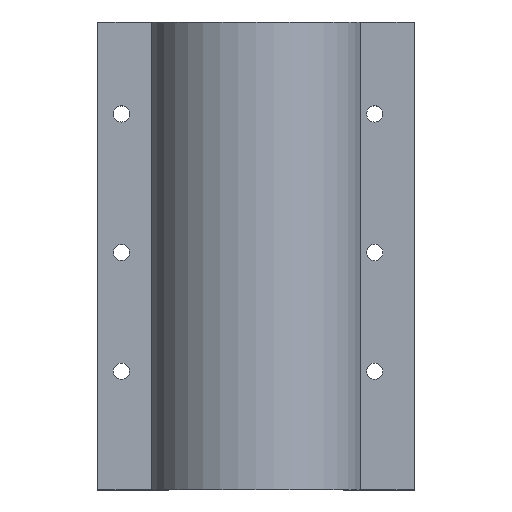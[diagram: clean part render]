
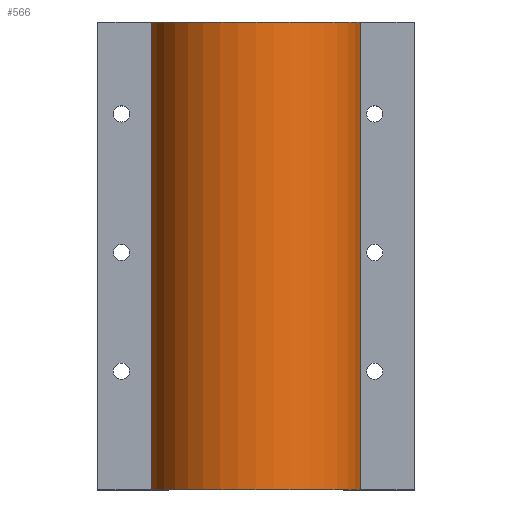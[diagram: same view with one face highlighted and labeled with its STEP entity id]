
A CAD part, top view. The second image highlights one B-rep face of the part: STEP entity #566.
In plain terms, the highlighted cylindrical face has radius 26.8 mm (diameter 53.6 mm), a partial arc.
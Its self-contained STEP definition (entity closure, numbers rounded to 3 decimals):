
#72=FACE_OUTER_BOUND('',#115,.T.);
#115=EDGE_LOOP('',(#464,#465,#466,#467));
#155=LINE('',#903,#197);
#160=LINE('',#931,#202);
#197=VECTOR('',#736,10.);
#202=VECTOR('',#769,10.);
#231=CIRCLE('',#600,26.8);
#247=CIRCLE('',#627,26.8);
#267=VERTEX_POINT('',#861);
#268=VERTEX_POINT('',#863);
#281=VERTEX_POINT('',#901);
#290=VERTEX_POINT('',#929);
#323=EDGE_CURVE('',#267,#268,#231,.T.);
#343=EDGE_CURVE('',#281,#267,#155,.T.);
#356=EDGE_CURVE('',#290,#281,#247,.T.);
#357=EDGE_CURVE('',#290,#268,#160,.T.);
#464=ORIENTED_EDGE('',*,*,#343,.F.);
#465=ORIENTED_EDGE('',*,*,#356,.F.);
#466=ORIENTED_EDGE('',*,*,#357,.T.);
#467=ORIENTED_EDGE('',*,*,#323,.F.);
#544=CYLINDRICAL_SURFACE('',#626,26.8);
#566=ADVANCED_FACE('',(#72),#544,.T.);
#600=AXIS2_PLACEMENT_3D('',#864,#696,#697);
#626=AXIS2_PLACEMENT_3D('',#928,#765,#766);
#627=AXIS2_PLACEMENT_3D('',#930,#767,#768);
#696=DIRECTION('center_axis',(0.,1.,0.));
#697=DIRECTION('ref_axis',(0.984,0.,0.179));
#736=DIRECTION('',(0.,1.,0.));
#765=DIRECTION('center_axis',(0.,1.,0.));
#766=DIRECTION('ref_axis',(0.984,0.,0.179));
#767=DIRECTION('center_axis',(0.,-1.,0.));
#768=DIRECTION('ref_axis',(0.984,0.,0.179));
#769=DIRECTION('',(0.,1.,0.));
#861=CARTESIAN_POINT('',(33.633,73.2,37.3));
#863=CARTESIAN_POINT('',(86.367,73.2,37.3));
#864=CARTESIAN_POINT('Origin',(60.,73.2,32.5));
#901=CARTESIAN_POINT('',(33.633,-45.,37.3));
#903=CARTESIAN_POINT('',(33.633,40.5,37.3));
#928=CARTESIAN_POINT('Origin',(60.,-45.,32.5));
#929=CARTESIAN_POINT('',(86.367,-45.,37.3));
#930=CARTESIAN_POINT('Origin',(60.,-45.,32.5));
#931=CARTESIAN_POINT('',(86.367,40.5,37.3));
